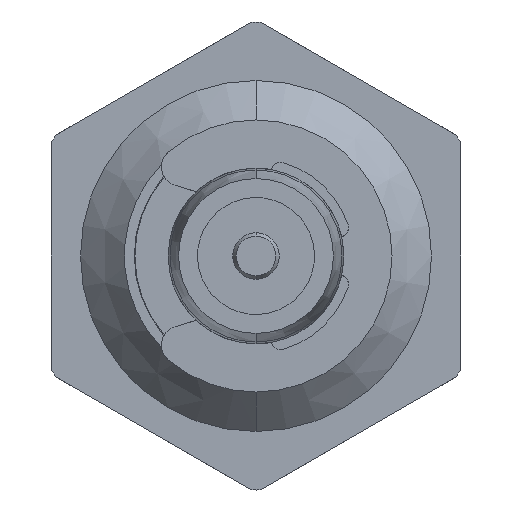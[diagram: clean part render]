
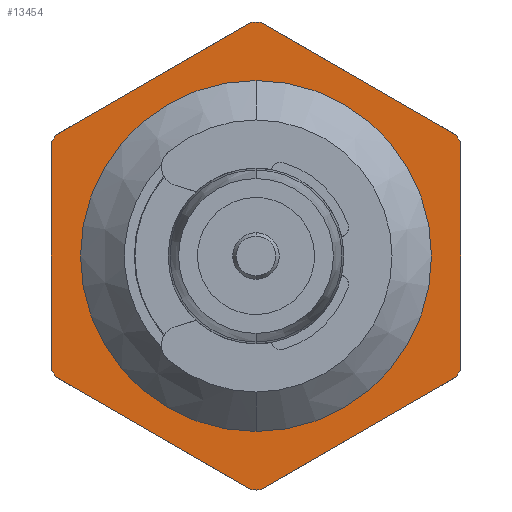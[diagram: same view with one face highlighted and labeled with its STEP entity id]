
A CAD part, front view. The second image highlights one B-rep face of the part: STEP entity #13454.
In plain terms, the highlighted planar face has unit normal (0, -1, 0).
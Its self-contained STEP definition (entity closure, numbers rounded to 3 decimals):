
#427 = CARTESIAN_POINT ( 'NONE',  ( 0., -4., 0. ) ) ;
#437 = CARTESIAN_POINT ( 'NONE',  ( 0.146, -4., -7.999 ) ) ;
#778 = DIRECTION ( 'NONE',  ( 0., 0., 1. ) ) ;
#960 = CARTESIAN_POINT ( 'NONE',  ( 6.854, -4., 4.126 ) ) ;
#1100 = LINE ( 'NONE', #2755, #20200 ) ;
#1129 = VERTEX_POINT ( 'NONE', #24000 ) ;
#1297 = VERTEX_POINT ( 'NONE', #20300 ) ;
#1315 = AXIS2_PLACEMENT_3D ( 'NONE', #7105, #9474, #7246 ) ;
#1431 = ORIENTED_EDGE ( 'NONE', *, *, #13559, .T. ) ;
#1450 = DIRECTION ( 'NONE',  ( 0., 0., 1. ) ) ;
#1589 = CIRCLE ( 'NONE', #28933, 8. ) ;
#1727 = CIRCLE ( 'NONE', #12571, 8. ) ;
#2075 = ORIENTED_EDGE ( 'NONE', *, *, #14850, .T. ) ;
#2228 = DIRECTION ( 'NONE',  ( 0., 0., 1. ) ) ;
#2432 = CARTESIAN_POINT ( 'NONE',  ( 0., -4., 0. ) ) ;
#2465 = VERTEX_POINT ( 'NONE', #23243 ) ;
#2554 = CARTESIAN_POINT ( 'NONE',  ( 6.854, -4., -4.126 ) ) ;
#2595 = VERTEX_POINT ( 'NONE', #7443 ) ;
#2654 = CIRCLE ( 'NONE', #17749, 8. ) ;
#2658 = DIRECTION ( 'NONE',  ( 0., 0., 1. ) ) ;
#2755 = CARTESIAN_POINT ( 'NONE',  ( 1., -4., 8.66 ) ) ;
#3287 = FACE_BOUND ( 'NONE', #10183, .T. ) ;
#3521 = DIRECTION ( 'NONE',  ( 0., 1., 0. ) ) ;
#3819 = CARTESIAN_POINT ( 'NONE',  ( -6.854, -4., 4.126 ) ) ;
#3974 = EDGE_CURVE ( 'NONE', #2595, #8798, #25157, .T. ) ;
#4440 = DIRECTION ( 'NONE',  ( 0., 1., 0. ) ) ;
#4519 = EDGE_CURVE ( 'NONE', #27137, #13999, #2654, .T. ) ;
#4869 = AXIS2_PLACEMENT_3D ( 'NONE', #20392, #4440, #2658 ) ;
#4873 = AXIS2_PLACEMENT_3D ( 'NONE', #427, #18162, #7078 ) ;
#4923 = EDGE_CURVE ( 'NONE', #12931, #27892, #21540, .T. ) ;
#5920 = EDGE_CURVE ( 'NONE', #27137, #19214, #18998, .T. ) ;
#6910 = AXIS2_PLACEMENT_3D ( 'NONE', #27523, #18667, #778 ) ;
#7078 = DIRECTION ( 'NONE',  ( 0., 0., 1. ) ) ;
#7105 = CARTESIAN_POINT ( 'NONE',  ( 0., -4., 0. ) ) ;
#7155 = DIRECTION ( 'NONE',  ( 0., 0., 1. ) ) ;
#7244 = VECTOR ( 'NONE', #24996, 1000. ) ;
#7246 = DIRECTION ( 'NONE',  ( 0., 0., 1. ) ) ;
#7322 = DIRECTION ( 'NONE',  ( -0.866, 0., -0.5 ) ) ;
#7350 = VERTEX_POINT ( 'NONE', #29191 ) ;
#7443 = CARTESIAN_POINT ( 'NONE',  ( 0., -4., -5.38 ) ) ;
#8127 = ORIENTED_EDGE ( 'NONE', *, *, #4923, .F. ) ;
#8130 = ORIENTED_EDGE ( 'NONE', *, *, #18402, .F. ) ;
#8462 = EDGE_CURVE ( 'NONE', #16386, #1297, #18791, .T. ) ;
#8761 = EDGE_LOOP ( 'NONE', ( #12361, #8127, #2075, #27869, #27320, #11723, #14591, #15037, #1431, #12850, #22147, #8130, #12923 ) ) ;
#8794 = VERTEX_POINT ( 'NONE', #960 ) ;
#8798 = VERTEX_POINT ( 'NONE', #14258 ) ;
#8818 = EDGE_CURVE ( 'NONE', #16386, #27892, #1100, .T. ) ;
#9106 = CIRCLE ( 'NONE', #4869, 5.38 ) ;
#9339 = CARTESIAN_POINT ( 'NONE',  ( -7., -4., 0. ) ) ;
#9449 = CARTESIAN_POINT ( 'NONE',  ( 8., -4., -3.464 ) ) ;
#9474 = DIRECTION ( 'NONE',  ( 0., 1., 0. ) ) ;
#9560 = CARTESIAN_POINT ( 'NONE',  ( 1., -4., -8.66 ) ) ;
#9678 = DIRECTION ( 'NONE',  ( -0.866, 0., 0.5 ) ) ;
#9850 = DIRECTION ( 'NONE',  ( 0.866, 0., -0.5 ) ) ;
#9901 = CARTESIAN_POINT ( 'NONE',  ( 0., -4., 0. ) ) ;
#10183 = EDGE_LOOP ( 'NONE', ( #27673, #28671 ) ) ;
#10318 = VERTEX_POINT ( 'NONE', #2554 ) ;
#10338 = DIRECTION ( 'NONE',  ( 0., 0., 1. ) ) ;
#11448 = DIRECTION ( 'NONE',  ( 0., 1., 0. ) ) ;
#11723 = ORIENTED_EDGE ( 'NONE', *, *, #22249, .F. ) ;
#11751 = EDGE_CURVE ( 'NONE', #8794, #1129, #14390, .T. ) ;
#12062 = EDGE_CURVE ( 'NONE', #7350, #10318, #26501, .T. ) ;
#12361 = ORIENTED_EDGE ( 'NONE', *, *, #8818, .T. ) ;
#12475 = VECTOR ( 'NONE', #27161, 1000. ) ;
#12571 = AXIS2_PLACEMENT_3D ( 'NONE', #2432, #11448, #7155 ) ;
#12850 = ORIENTED_EDGE ( 'NONE', *, *, #27821, .F. ) ;
#12923 = ORIENTED_EDGE ( 'NONE', *, *, #8462, .F. ) ;
#12931 = VERTEX_POINT ( 'NONE', #22830 ) ;
#13339 = AXIS2_PLACEMENT_3D ( 'NONE', #23372, #23231, #16728 ) ;
#13454 = ADVANCED_FACE ( 'Defeature ausgef�hrt1_933', ( #18661, #3287 ), #16295, .F. ) ;
#13524 = EDGE_CURVE ( 'NONE', #8798, #2595, #9106, .T. ) ;
#13559 = EDGE_CURVE ( 'NONE', #7350, #2465, #18176, .T. ) ;
#13856 = CARTESIAN_POINT ( 'NONE',  ( -0.146, -4., -7.999 ) ) ;
#13999 = VERTEX_POINT ( 'NONE', #22258 ) ;
#14258 = CARTESIAN_POINT ( 'NONE',  ( 0., -4., 5.38 ) ) ;
#14390 = LINE ( 'NONE', #23404, #14615 ) ;
#14591 = ORIENTED_EDGE ( 'NONE', *, *, #15315, .T. ) ;
#14599 = CARTESIAN_POINT ( 'NONE',  ( 0., -4., 0. ) ) ;
#14615 = VECTOR ( 'NONE', #9678, 1000. ) ;
#14850 = EDGE_CURVE ( 'NONE', #12931, #13999, #24844, .T. ) ;
#15037 = ORIENTED_EDGE ( 'NONE', *, *, #12062, .F. ) ;
#15315 = EDGE_CURVE ( 'NONE', #27770, #10318, #18604, .T. ) ;
#15836 = CARTESIAN_POINT ( 'NONE',  ( 0., -4., 0. ) ) ;
#16160 = DIRECTION ( 'NONE',  ( 0., 0., 1. ) ) ;
#16295 = PLANE ( 'NONE',  #13339 ) ;
#16386 = VERTEX_POINT ( 'NONE', #26454 ) ;
#16728 = DIRECTION ( 'NONE',  ( 0., 0., 1. ) ) ;
#17749 = AXIS2_PLACEMENT_3D ( 'NONE', #27534, #27098, #16160 ) ;
#18035 = AXIS2_PLACEMENT_3D ( 'NONE', #9901, #18910, #10338 ) ;
#18162 = DIRECTION ( 'NONE',  ( 0., 1., 0. ) ) ;
#18176 = LINE ( 'NONE', #27033, #25616 ) ;
#18402 = EDGE_CURVE ( 'NONE', #1297, #1129, #22502, .T. ) ;
#18604 = LINE ( 'NONE', #9449, #12475 ) ;
#18661 = FACE_OUTER_BOUND ( 'NONE', #8761, .T. ) ;
#18667 = DIRECTION ( 'NONE',  ( 0., 1., 0. ) ) ;
#18791 = CIRCLE ( 'NONE', #1315, 8. ) ;
#18910 = DIRECTION ( 'NONE',  ( 0., 1., 0. ) ) ;
#18998 = LINE ( 'NONE', #9560, #25821 ) ;
#19214 = VERTEX_POINT ( 'NONE', #13856 ) ;
#19651 = AXIS2_PLACEMENT_3D ( 'NONE', #15836, #20564, #25142 ) ;
#20200 = VECTOR ( 'NONE', #7322, 1000. ) ;
#20300 = CARTESIAN_POINT ( 'NONE',  ( 0., -4., 8. ) ) ;
#20392 = CARTESIAN_POINT ( 'NONE',  ( 0., -4., 0. ) ) ;
#20564 = DIRECTION ( 'NONE',  ( 0., 1., 0. ) ) ;
#21540 = CIRCLE ( 'NONE', #19651, 8. ) ;
#22147 = ORIENTED_EDGE ( 'NONE', *, *, #11751, .T. ) ;
#22249 = EDGE_CURVE ( 'NONE', #27770, #19214, #1727, .T. ) ;
#22258 = CARTESIAN_POINT ( 'NONE',  ( -7., -4., -3.873 ) ) ;
#22502 = CIRCLE ( 'NONE', #6910, 8. ) ;
#22830 = CARTESIAN_POINT ( 'NONE',  ( -7., -4., 3.873 ) ) ;
#23231 = DIRECTION ( 'NONE',  ( 0., 1., 0. ) ) ;
#23243 = CARTESIAN_POINT ( 'NONE',  ( 7., -4., 3.873 ) ) ;
#23372 = CARTESIAN_POINT ( 'NONE',  ( 6., -4., 0. ) ) ;
#23404 = CARTESIAN_POINT ( 'NONE',  ( 8., -4., 3.464 ) ) ;
#24000 = CARTESIAN_POINT ( 'NONE',  ( 0.146, -4., 7.999 ) ) ;
#24844 = LINE ( 'NONE', #9339, #7244 ) ;
#24996 = DIRECTION ( 'NONE',  ( 0., 0., -1. ) ) ;
#25142 = DIRECTION ( 'NONE',  ( 0., 0., 1. ) ) ;
#25157 = CIRCLE ( 'NONE', #4873, 5.38 ) ;
#25616 = VECTOR ( 'NONE', #2228, 1000. ) ;
#25821 = VECTOR ( 'NONE', #9850, 1000. ) ;
#26454 = CARTESIAN_POINT ( 'NONE',  ( -0.146, -4., 7.999 ) ) ;
#26501 = CIRCLE ( 'NONE', #18035, 8. ) ;
#27033 = CARTESIAN_POINT ( 'NONE',  ( 7., -4., 0. ) ) ;
#27098 = DIRECTION ( 'NONE',  ( 0., 1., 0. ) ) ;
#27137 = VERTEX_POINT ( 'NONE', #28838 ) ;
#27161 = DIRECTION ( 'NONE',  ( 0.866, 0., 0.5 ) ) ;
#27320 = ORIENTED_EDGE ( 'NONE', *, *, #5920, .T. ) ;
#27523 = CARTESIAN_POINT ( 'NONE',  ( 0., -4., 0. ) ) ;
#27534 = CARTESIAN_POINT ( 'NONE',  ( 0., -4., 0. ) ) ;
#27673 = ORIENTED_EDGE ( 'NONE', *, *, #13524, .T. ) ;
#27770 = VERTEX_POINT ( 'NONE', #437 ) ;
#27821 = EDGE_CURVE ( 'NONE', #8794, #2465, #1589, .T. ) ;
#27869 = ORIENTED_EDGE ( 'NONE', *, *, #4519, .F. ) ;
#27892 = VERTEX_POINT ( 'NONE', #3819 ) ;
#28671 = ORIENTED_EDGE ( 'NONE', *, *, #3974, .T. ) ;
#28838 = CARTESIAN_POINT ( 'NONE',  ( -6.854, -4., -4.126 ) ) ;
#28933 = AXIS2_PLACEMENT_3D ( 'NONE', #14599, #3521, #1450 ) ;
#29191 = CARTESIAN_POINT ( 'NONE',  ( 7., -4., -3.873 ) ) ;
